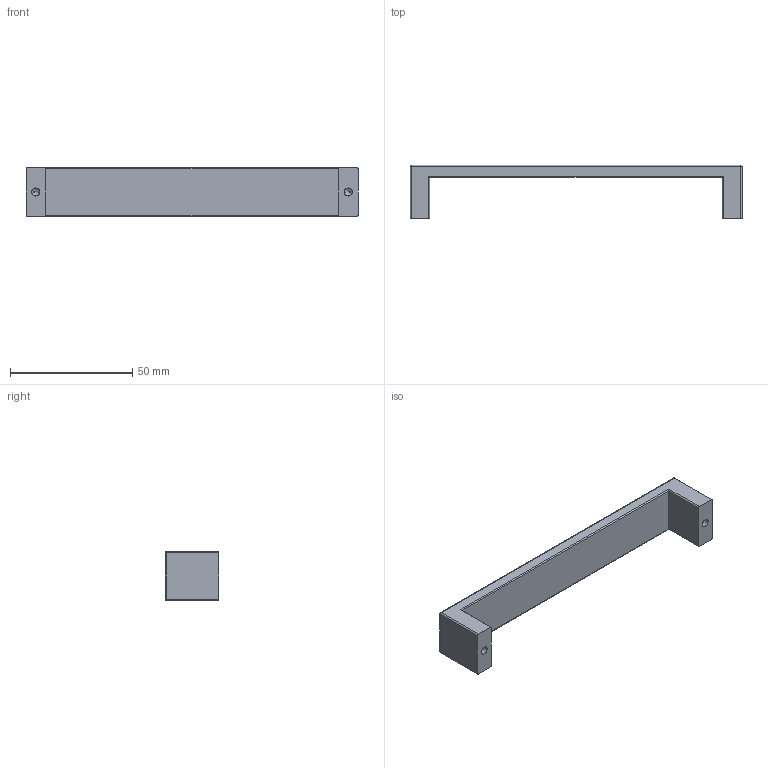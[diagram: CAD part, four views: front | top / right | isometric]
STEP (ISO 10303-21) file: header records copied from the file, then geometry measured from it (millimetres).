
FILE_DESCRIPTION(('Creo Elements/Direct Modeling STEP Export'),'2;1');
FILE_NAME('2014.stp','2017-10-03T 8:39:44',(''),(''),'Creo Elements/Direct Modeling STEP processor for AP214 (Solid Model)','Creo Elements/Direct Modeling 20.0 12-Nov-2016 (C) Parametric Technology GmbH','');
FILE_SCHEMA(('AUTOMOTIVE_DESIGN { 1 0 10303 214 1 1 1 1 }'));
Length unit declared in the file: millimetre
Products named in the file (1): Griff
Bounding box: 136 x 22 x 20 mm (x, y, z)
Volume: 17213.3 mm3; surface area: 9323.3 mm2
Topology: 1 solids, 1 shells, 57 faces, 134 edges, 78 vertices
Faces by surface type: plane 27, cylinder 22, cone 4, sphere 4
Entity records: 1570 total; most frequent: DIRECTION 266, CARTESIAN_POINT 254, ORIENTED_EDGE 252, EDGE_CURVE 126, AXIS2_PLACEMENT_3D 90, VECTOR 86, LINE 86, VERTEX_POINT 78
